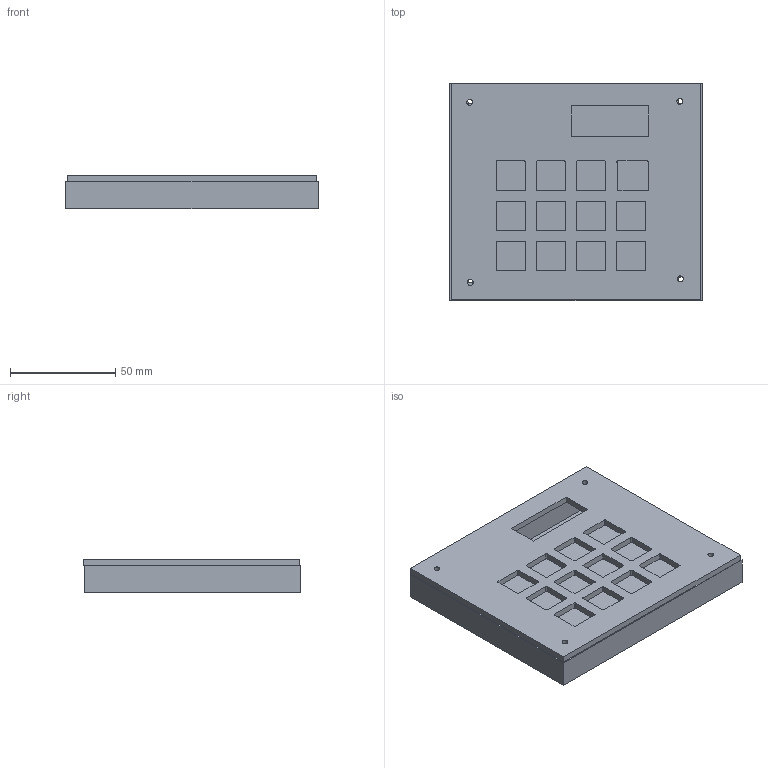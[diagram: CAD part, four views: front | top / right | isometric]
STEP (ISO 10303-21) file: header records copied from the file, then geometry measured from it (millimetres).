
FILE_DESCRIPTION(/* description */ (''),/* implementation_level */ '2;1');
FILE_NAME(/* name */ 'finished case.step',/* time_stamp */ '2026-02-28T23:34:10+03:00',/* author */ (''),/* organization */ (''),/* preprocessor_version */ 'ST-DEVELOPER v20.1',/* originating_system */ 'Autodesk Translation Framework v14.24.0.0',/* authorisation */ '');
FILE_SCHEMA (('AUTOMOTIVE_DESIGN { 1 0 10303 214 3 1 1 }'));
Length unit declared in the file: millimetre
Products named in the file (4): 2026-02-28-21-27-22-849; 2026-02-28-18-18-26-309; 2026-02-28-20-48-28-923; 2026-02-28-17-25-29-068
Assembly tree (3 placements, depth 2):
  2026-02-28-21-27-22-849
    2026-02-28-18-18-26-309
    2026-02-28-20-48-28-923
    2026-02-28-17-25-29-068
Bounding box: 120 x 103.49 x 16 mm (x, y, z)
Volume: 111292.4 mm3; surface area: 56962.5 mm2
Topology: 2 solids, 2 shells, 128 faces, 372 edges, 248 vertices
Faces by surface type: plane 72, cylinder 56
Full cylindrical faces by diameter (mm): 2.8 x4, 2.9 x4
Entity records: 4466 total; most frequent: CARTESIAN_POINT 755, DIRECTION 754, ORIENTED_EDGE 744, EDGE_CURVE 372, LINE 260, VECTOR 260, VERTEX_POINT 248, AXIS2_PLACEMENT_3D 247
